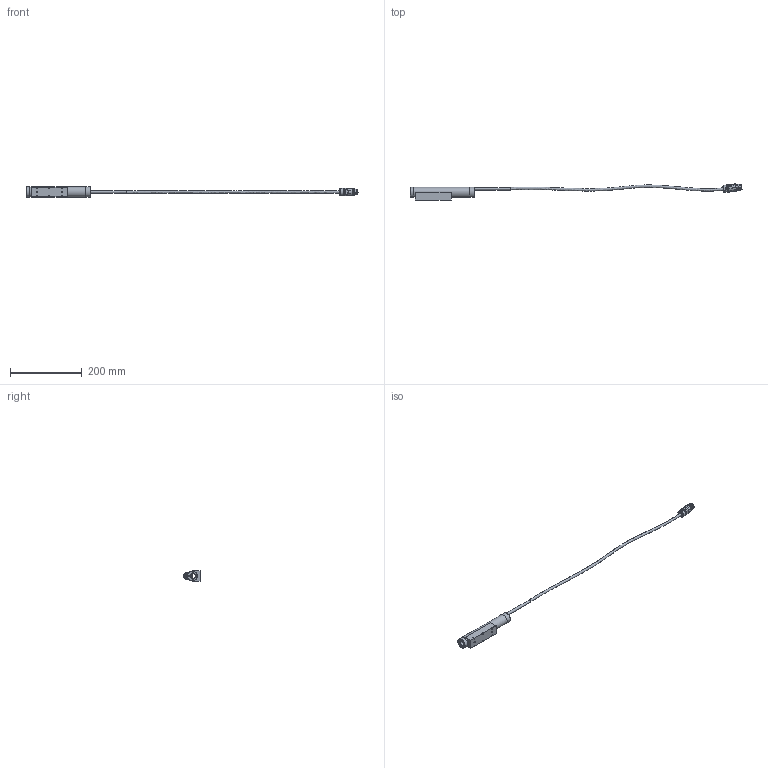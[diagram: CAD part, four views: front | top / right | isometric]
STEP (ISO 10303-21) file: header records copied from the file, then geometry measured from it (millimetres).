
FILE_DESCRIPTION (( 'STEP AP214' ), '1' );
FILE_NAME ('0186-1222_231128_PS01-23x80F-HP-SSCP-G02-R150.STEP', '2023-11-28T14:32:39', ( '' ), ( '' ), 'SwSTEP 2.0', 'SolidWorks 2023', '' );
FILE_SCHEMA (( 'AUTOMOTIVE_DESIGN' ));
Length unit declared in the file: millimetre
Products named in the file (1): 0186-1222_231128_PS01-23x80F-HP-SSCP-G02-R150
Bounding box: 927.43 x 45.63 x 28 mm (x, y, z)
Surface area: 48493.5 mm2 (no closed solid volume)
Topology: 0 solids, 3 shells, 628 faces, 1511 edges, 913 vertices
Faces by surface type: bspline 252, cylinder 176, plane 109, torus 40, cone 39, sphere 12
Full cylindrical faces by diameter (mm): 0.6 x5, 1 x4, 1.1 x5, 1.15 x5, 1.2 x3, 2.1 x4, 3.2 x3, 3.3 x9, 4 x3, 7 x1, 12 x1, 13.2 x2, 14.2 x1, 15.54 x1, 16 x1, 19.9 x1, 20.5 x3, 28 x5
Entity records: 56780 total; most frequent: CARTESIAN_POINT 45266, ORIENTED_EDGE 2576, DIRECTION 1630, EDGE_CURVE 1288, VERTEX_POINT 838, EDGE_LOOP 802, FACE_OUTER_BOUND 718, B_SPLINE_CURVE_WITH_KNOTS 675
